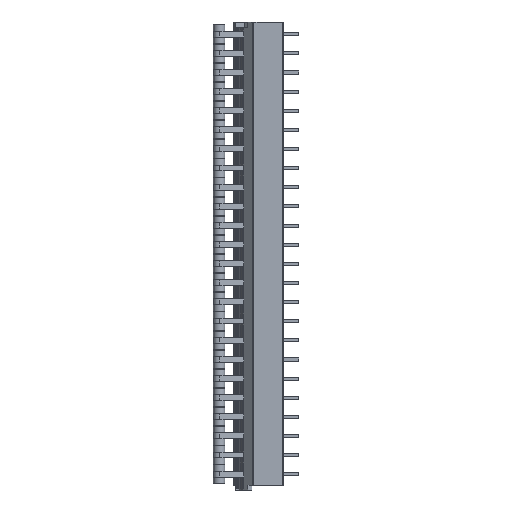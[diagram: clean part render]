
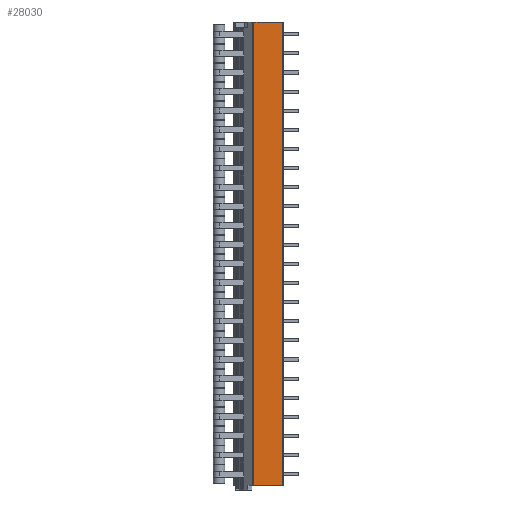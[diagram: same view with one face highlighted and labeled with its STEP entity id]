
A CAD part, left-side view. The second image highlights one B-rep face of the part: STEP entity #28030.
In plain terms, the highlighted planar face has unit normal (-1, 0, 0).
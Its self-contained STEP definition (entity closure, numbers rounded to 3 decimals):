
#30=DIRECTION('',(0.,-1.,0.));
#31=VECTOR('',#30,7.471);
#32=CARTESIAN_POINT('',(0.,7.671,-117.8));
#33=LINE('',#32,#31);
#310=DIRECTION('',(0.,-1.,0.));
#311=VECTOR('',#310,7.471);
#312=CARTESIAN_POINT('',(0.,7.671,3.2));
#313=LINE('',#312,#311);
#723=DIRECTION('',(0.,0.,1.));
#724=VECTOR('',#723,121.);
#725=CARTESIAN_POINT('',(0.,7.671,-117.8));
#726=LINE('',#725,#724);
#727=DIRECTION('',(0.,0.,1.));
#728=VECTOR('',#727,121.);
#729=CARTESIAN_POINT('',(0.,0.2,-117.8));
#730=LINE('',#729,#728);
#22132=CARTESIAN_POINT('',(0.,7.671,-117.8));
#22134=VERTEX_POINT('',#22132);
#22135=CARTESIAN_POINT('',(0.,0.2,-117.8));
#22136=VERTEX_POINT('',#22135);
#22252=CARTESIAN_POINT('',(0.,7.671,3.2));
#22254=VERTEX_POINT('',#22252);
#22255=CARTESIAN_POINT('',(0.,0.2,3.2));
#22256=VERTEX_POINT('',#22255);
#28018=CARTESIAN_POINT('',(0.,7.671,-117.8));
#28019=DIRECTION('',(-1.,0.,0.));
#28020=DIRECTION('',(0.,-1.,0.));
#28021=AXIS2_PLACEMENT_3D('',#28018,#28019,#28020);
#28022=PLANE('',#28021);
#28023=ORIENTED_EDGE('',*,*,#28012,.T.);
#28024=ORIENTED_EDGE('',*,*,#27770,.T.);
#28026=ORIENTED_EDGE('',*,*,#28025,.F.);
#28027=ORIENTED_EDGE('',*,*,#27570,.F.);
#28028=EDGE_LOOP('',(#28023,#28024,#28026,#28027));
#28029=FACE_OUTER_BOUND('',#28028,.F.);
#28030=ADVANCED_FACE('',(#28029),#28022,.T.);
#27570=EDGE_CURVE('',#22134,#22136,#33,.T.);
#27770=EDGE_CURVE('',#22254,#22256,#313,.T.);
#28012=EDGE_CURVE('',#22134,#22254,#726,.T.);
#28025=EDGE_CURVE('',#22136,#22256,#730,.T.);
